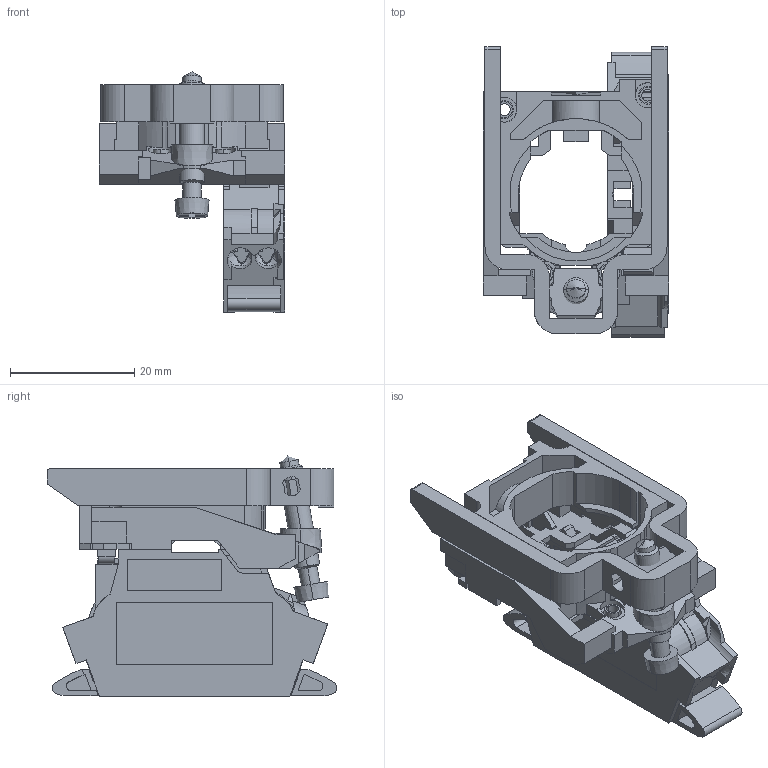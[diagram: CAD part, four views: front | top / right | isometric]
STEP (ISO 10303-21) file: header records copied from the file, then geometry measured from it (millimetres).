
FILE_DESCRIPTION((''),'2;1');
FILE_NAME('ZB4BZ1025-3D_ASM','2021-01-11T12:13:20',('SESA231899'),('Schneider-Electric'),'CREO PARAMETRIC BY PTC INC, 2019164','CREO PARAMETRIC BY PTC INC, 2019164','');
FILE_SCHEMA(('AP242_MANAGED_MODEL_BASED_3D_ENGINEERING_MIM_LF { 1 0 10303 442 1 1 4 }'));
Length unit declared in the file: millimetre
Products named in the file (12): ZB4BZ1025-3D_152802101AF6; ZB4BZ1025-3D_152802201AF6; ZB4BZ1025-3D_1528024; ZB4BZ1025-3D_152802501AF6; ZB4BZ1025-3D_W11528026; ZB4BZ1025-3D_AAV2151001; ZB4BZ1025-3D_AAV2151101; ZB4BZ1025-3D_152804300AF6; ZB4BZ1025-3D_AAV2151201; ZB4BZ1025-3D_AAV4428801_ASM; ZB4BZ1025-3D_1_ASM; ZB4BZ1025-3D_ASM
Assembly tree (12 placements, depth 4):
  ZB4BZ1025-3D_ASM
    ZB4BZ1025-3D_1_ASM
      ZB4BZ1025-3D_152802101AF6
      ZB4BZ1025-3D_152802201AF6
      ZB4BZ1025-3D_1528024
      ZB4BZ1025-3D_152802501AF6
      ZB4BZ1025-3D_W11528026
      ZB4BZ1025-3D_AAV4428801_ASM
        ZB4BZ1025-3D_AAV2151001
        ZB4BZ1025-3D_AAV2151101
        ZB4BZ1025-3D_152804300AF6
        ZB4BZ1025-3D_AAV2151201  x2
Bounding box: 29.9 x 46.68 x 38.65 mm (x, y, z)
Volume: 9575.5 mm3; surface area: 15770.6 mm2
Topology: 10 solids, 10 shells, 1019 faces, 2980 edges, 2045 vertices
Faces by surface type: plane 791, cylinder 187, bspline 28, cone 9, extrusion 4
Entity records: 38174 total; most frequent: CARTESIAN_POINT 7352, ORIENTED_EDGE 5638, DIRECTION 5292, EDGE_CURVE 2819, VECTOR 2400, LINE 2398, VERTEX_POINT 1857, AXIS2_PLACEMENT_3D 1446
